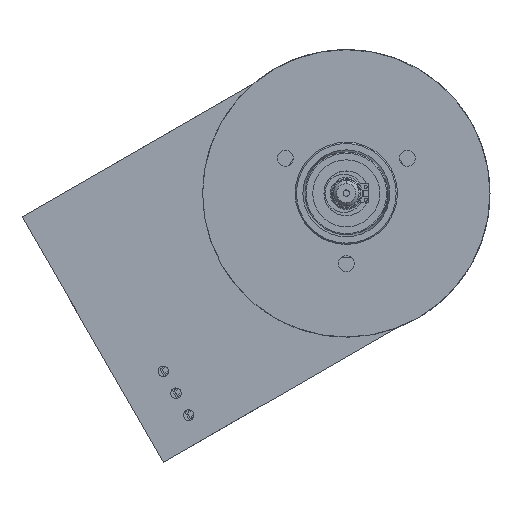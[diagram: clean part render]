
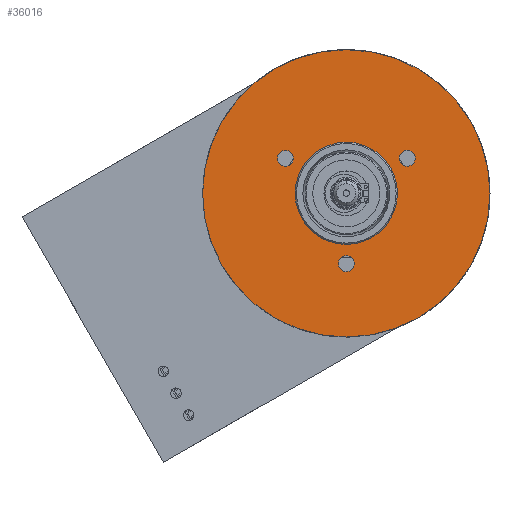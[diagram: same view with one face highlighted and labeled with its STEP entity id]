
A CAD part, top view. The second image highlights one B-rep face of the part: STEP entity #36016.
In plain terms, the highlighted planar face has unit normal (0, 0, 1).
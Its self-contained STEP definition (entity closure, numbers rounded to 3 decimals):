
#2509=CARTESIAN_POINT('',(0.,0.,25.4));
#2510=DIRECTION('',(0.,0.,1.));
#2511=DIRECTION('',(-1.,0.,0.));
#2512=AXIS2_PLACEMENT_3D('',#2509,#2510,#2511);
#2514=CARTESIAN_POINT('',(0.,0.,25.4));
#2515=DIRECTION('',(0.,0.,1.));
#2516=DIRECTION('',(1.,0.,0.));
#2517=AXIS2_PLACEMENT_3D('',#2514,#2515,#2516);
#2519=CARTESIAN_POINT('',(0.,0.,25.4));
#2520=DIRECTION('',(0.,0.,-1.));
#2521=DIRECTION('',(0.,-1.,0.));
#2522=AXIS2_PLACEMENT_3D('',#2519,#2520,#2521);
#2524=CARTESIAN_POINT('',(0.,0.,25.4));
#2525=DIRECTION('',(0.,0.,-1.));
#2526=DIRECTION('',(0.,1.,0.));
#2527=AXIS2_PLACEMENT_3D('',#2524,#2525,#2526);
#2529=CARTESIAN_POINT('',(9.526,5.5,25.4));
#2530=DIRECTION('',(0.,0.,1.));
#2531=DIRECTION('',(-1.,0.,0.));
#2532=AXIS2_PLACEMENT_3D('',#2529,#2530,#2531);
#2534=CARTESIAN_POINT('',(9.526,5.5,25.4));
#2535=DIRECTION('',(0.,0.,1.));
#2536=DIRECTION('',(1.,0.,0.));
#2537=AXIS2_PLACEMENT_3D('',#2534,#2535,#2536);
#2539=CARTESIAN_POINT('',(0.,-11.,25.4));
#2540=DIRECTION('',(0.,0.,1.));
#2541=DIRECTION('',(0.5,0.866,0.));
#2542=AXIS2_PLACEMENT_3D('',#2539,#2540,#2541);
#2544=CARTESIAN_POINT('',(0.,-11.,25.4));
#2545=DIRECTION('',(0.,0.,1.));
#2546=DIRECTION('',(-0.5,-0.866,0.));
#2547=AXIS2_PLACEMENT_3D('',#2544,#2545,#2546);
#2549=CARTESIAN_POINT('',(-9.526,5.5,25.4));
#2550=DIRECTION('',(0.,0.,1.));
#2551=DIRECTION('',(0.5,-0.866,0.));
#2552=AXIS2_PLACEMENT_3D('',#2549,#2550,#2551);
#2554=CARTESIAN_POINT('',(-9.526,5.5,25.4));
#2555=DIRECTION('',(0.,0.,1.));
#2556=DIRECTION('',(-0.5,0.866,0.));
#2557=AXIS2_PLACEMENT_3D('',#2554,#2555,#2556);
#26125=CARTESIAN_POINT('',(0.,-8.,25.4));
#26126=CARTESIAN_POINT('',(0.,8.,25.4));
#26127=VERTEX_POINT('',#26125);
#26128=VERTEX_POINT('',#26126);
#26165=CARTESIAN_POINT('',(8.276,5.5,25.4));
#26166=CARTESIAN_POINT('',(10.776,5.5,25.4));
#26167=VERTEX_POINT('',#26165);
#26168=VERTEX_POINT('',#26166);
#26169=CARTESIAN_POINT('',(0.625,-9.917,25.4));
#26170=CARTESIAN_POINT('',(-0.625,-12.083,25.4));
#26171=VERTEX_POINT('',#26169);
#26172=VERTEX_POINT('',#26170);
#26173=CARTESIAN_POINT('',(-8.901,4.417,25.4));
#26174=CARTESIAN_POINT('',(-10.151,6.583,25.4));
#26175=VERTEX_POINT('',#26173);
#26176=VERTEX_POINT('',#26174);
#26265=CARTESIAN_POINT('',(-22.5,0.,25.4));
#26266=CARTESIAN_POINT('',(22.5,0.,25.4));
#26267=VERTEX_POINT('',#26265);
#26268=VERTEX_POINT('',#26266);
#35983=CARTESIAN_POINT('',(0.,0.,25.4));
#35984=DIRECTION('',(0.,0.,1.));
#35985=DIRECTION('',(0.,-1.,0.));
#35986=AXIS2_PLACEMENT_3D('',#35983,#35984,#35985);
#35987=PLANE('',#35986);
#35988=ORIENTED_EDGE('',*,*,#35887,.F.);
#35989=ORIENTED_EDGE('',*,*,#35977,.F.);
#35990=EDGE_LOOP('',(#35988,#35989));
#35991=FACE_OUTER_BOUND('',#35990,.F.);
#35993=ORIENTED_EDGE('',*,*,#35992,.F.);
#35995=ORIENTED_EDGE('',*,*,#35994,.F.);
#35996=EDGE_LOOP('',(#35993,#35995));
#35997=FACE_BOUND('',#35996,.F.);
#35999=ORIENTED_EDGE('',*,*,#35998,.T.);
#36001=ORIENTED_EDGE('',*,*,#36000,.T.);
#36002=EDGE_LOOP('',(#35999,#36001));
#36003=FACE_BOUND('',#36002,.F.);
#36005=ORIENTED_EDGE('',*,*,#36004,.T.);
#36007=ORIENTED_EDGE('',*,*,#36006,.T.);
#36008=EDGE_LOOP('',(#36005,#36007));
#36009=FACE_BOUND('',#36008,.F.);
#36011=ORIENTED_EDGE('',*,*,#36010,.T.);
#36013=ORIENTED_EDGE('',*,*,#36012,.T.);
#36014=EDGE_LOOP('',(#36011,#36013));
#36015=FACE_BOUND('',#36014,.F.);
#36016=ADVANCED_FACE('',(#35991,#35997,#36003,#36009,#36015),#35987,.T.);
#2513=CIRCLE('',#2512,22.5);
#2518=CIRCLE('',#2517,22.5);
#2523=CIRCLE('',#2522,8.);
#2528=CIRCLE('',#2527,8.);
#2533=CIRCLE('',#2532,1.25);
#2538=CIRCLE('',#2537,1.25);
#2543=CIRCLE('',#2542,1.25);
#2548=CIRCLE('',#2547,1.25);
#2553=CIRCLE('',#2552,1.25);
#2558=CIRCLE('',#2557,1.25);
#35887=EDGE_CURVE('',#26267,#26268,#2513,.T.);
#35977=EDGE_CURVE('',#26268,#26267,#2518,.T.);
#35992=EDGE_CURVE('',#26127,#26128,#2523,.T.);
#35994=EDGE_CURVE('',#26128,#26127,#2528,.T.);
#35998=EDGE_CURVE('',#26167,#26168,#2533,.T.);
#36000=EDGE_CURVE('',#26168,#26167,#2538,.T.);
#36004=EDGE_CURVE('',#26171,#26172,#2543,.T.);
#36006=EDGE_CURVE('',#26172,#26171,#2548,.T.);
#36010=EDGE_CURVE('',#26175,#26176,#2553,.T.);
#36012=EDGE_CURVE('',#26176,#26175,#2558,.T.);
